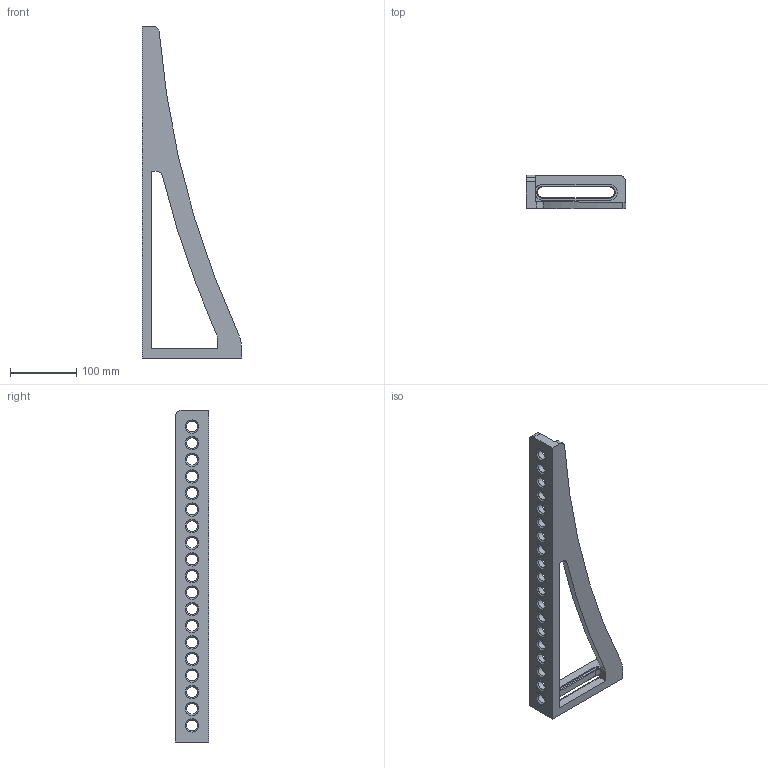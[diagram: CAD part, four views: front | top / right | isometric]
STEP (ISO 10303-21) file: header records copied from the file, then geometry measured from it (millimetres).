
FILE_DESCRIPTION(('STEP AP214'),'1');
FILE_NAME('160164.STP','2011-09-05T07:30:11',(' '),(' '),'Spatial InterOp 3D',' ',' ');
FILE_SCHEMA(('automotive_design'));
Length unit declared in the file: millimetre
Products named in the file (1): Quader
Bounding box: 150 x 50 x 500 mm (x, y, z)
Volume: 489226.4 mm3; surface area: 120601.5 mm2
Topology: 1 solids, 1 shells, 217 faces, 504 edges, 306 vertices
Faces by surface type: cylinder 94, cone 84, plane 39
Entity records: 8037 total; most frequent: DIRECTION 1215, CARTESIAN_POINT 1028, ORIENTED_EDGE 1008, EDGE_CURVE 504, AXIS2_PLACEMENT_3D 493, VERTEX_POINT 306, EDGE_LOOP 276, CIRCLE 273
